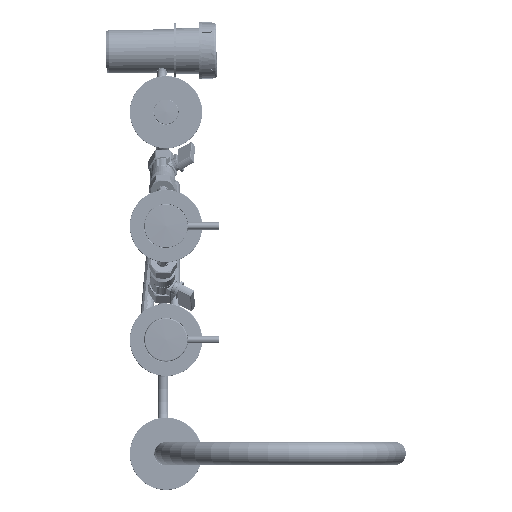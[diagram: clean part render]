
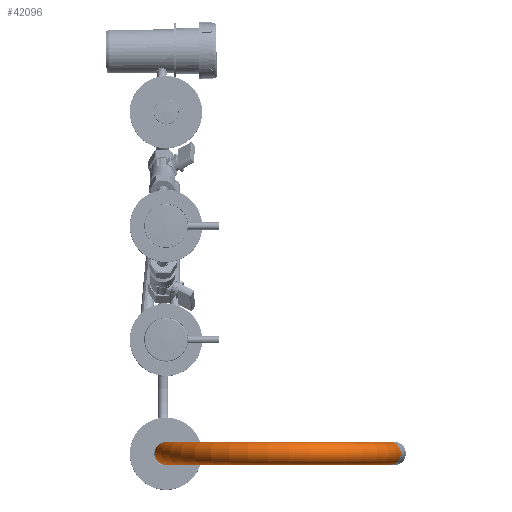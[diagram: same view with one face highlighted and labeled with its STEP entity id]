
A CAD part, top view. The second image highlights one B-rep face of the part: STEP entity #42096.
In plain terms, the highlighted toroidal (fillet/blend) face has major radius 110 mm and minor radius 11 mm.
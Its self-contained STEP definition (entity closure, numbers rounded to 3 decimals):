
#4144=CIRCLE('',#63411,11.);
#4145=CIRCLE('',#63413,11.);
#10771=ORIENTED_EDGE('',*,*,#19244,.F.);
#10772=ORIENTED_EDGE('',*,*,#19245,.T.);
#19244=EDGE_CURVE('',#33707,#33707,#4144,.T.);
#19245=EDGE_CURVE('',#33708,#33708,#4145,.T.);
#27328=EDGE_LOOP('',(#10771));
#27329=EDGE_LOOP('',(#10772));
#33707=VERTEX_POINT('',#89310);
#33708=VERTEX_POINT('',#89313);
#37659=FACE_BOUND('',#27328,.T.);
#37660=FACE_BOUND('',#27329,.T.);
#40762=TOROIDAL_SURFACE('',#63412,110.,11.);
#42096=ADVANCED_FACE('',(#37659,#37660),#40762,.T.);
#63411=AXIS2_PLACEMENT_3D('',#89309,#73009,#73010);
#63412=AXIS2_PLACEMENT_3D('',#89311,#73011,#73012);
#63413=AXIS2_PLACEMENT_3D('',#89312,#73013,#73014);
#73009=DIRECTION('',(0.259,-0.966,0.));
#73010=DIRECTION('',(0.,0.,1.));
#73011=DIRECTION('',(0.,0.,-1.));
#73012=DIRECTION('',(-1.,0.,0.));
#73013=DIRECTION('',(0.,1.,0.));
#73014=DIRECTION('',(0.,0.,1.));
#89309=CARTESIAN_POINT('',(216.252,164.87,0.));
#89310=CARTESIAN_POINT('',(216.252,164.87,11.));
#89311=CARTESIAN_POINT('',(110.,136.4,0.));
#89312=CARTESIAN_POINT('',(0.,136.4,0.));
#89313=CARTESIAN_POINT('',(0.,136.4,11.));
